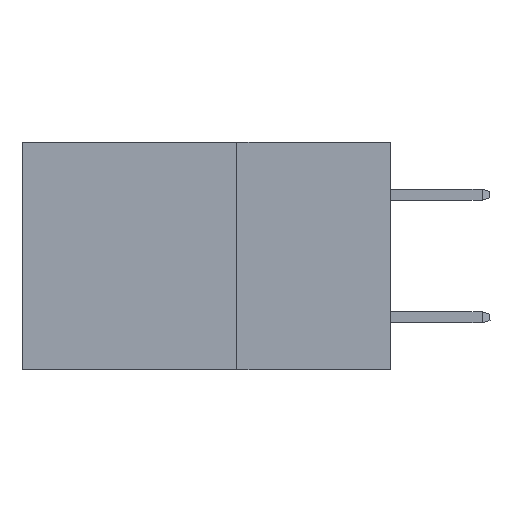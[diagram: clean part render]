
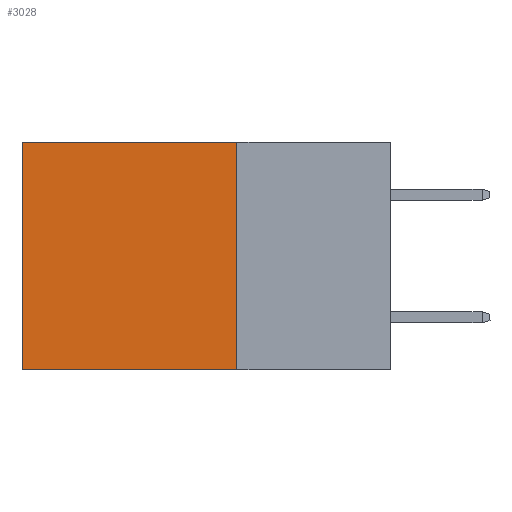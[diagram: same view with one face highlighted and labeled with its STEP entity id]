
A CAD part, left-side view. The second image highlights one B-rep face of the part: STEP entity #3028.
In plain terms, the highlighted planar face has unit normal (-1, 0, 0).
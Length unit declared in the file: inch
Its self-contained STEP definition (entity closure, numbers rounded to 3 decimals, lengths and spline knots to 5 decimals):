
#706 = VERTEX_POINT ( 'NONE', #15472 ) ;
#2472 = VECTOR ( 'NONE', #10477, 39.37008 ) ;
#3028 = ADVANCED_FACE ( 'NONE', ( #14786 ), #7012, .F. ) ;
#3036 = EDGE_CURVE ( 'NONE', #13314, #11118, #8831, .T. ) ;
#3602 = DIRECTION ( 'NONE',  ( 0., 0., -1. ) ) ;
#3763 = ORIENTED_EDGE ( 'NONE', *, *, #9211, .F. ) ;
#3996 = CARTESIAN_POINT ( 'NONE',  ( 0.2875, 0.25, 0. ) ) ;
#4449 = AXIS2_PLACEMENT_3D ( 'NONE', #6512, #6056, #6011 ) ;
#5047 = EDGE_CURVE ( 'NONE', #11118, #706, #9709, .T. ) ;
#5402 = VECTOR ( 'NONE', #15190, 39.37008 ) ;
#5445 = CARTESIAN_POINT ( 'NONE',  ( 0.2875, 0.25, 0. ) ) ;
#5677 = DIRECTION ( 'NONE',  ( 0., 1., 0. ) ) ;
#5819 = LINE ( 'NONE', #12615, #5402 ) ;
#6011 = DIRECTION ( 'NONE',  ( 0., 0., -1. ) ) ;
#6017 = LINE ( 'NONE', #16796, #2472 ) ;
#6051 = ORIENTED_EDGE ( 'NONE', *, *, #3036, .T. ) ;
#6056 = DIRECTION ( 'NONE',  ( 1., 0., 0. ) ) ;
#6512 = CARTESIAN_POINT ( 'NONE',  ( 0.2875, 0.25, 0. ) ) ;
#6580 = VERTEX_POINT ( 'NONE', #13351 ) ;
#7012 = PLANE ( 'NONE',  #4449 ) ;
#8831 = LINE ( 'NONE', #5445, #15575 ) ;
#9003 = EDGE_CURVE ( 'NONE', #6580, #706, #5819, .T. ) ;
#9180 = EDGE_LOOP ( 'NONE', ( #9845, #12093, #3763, #6051 ) ) ;
#9211 = EDGE_CURVE ( 'NONE', #13314, #6580, #6017, .T. ) ;
#9709 = LINE ( 'NONE', #10048, #16475 ) ;
#9845 = ORIENTED_EDGE ( 'NONE', *, *, #5047, .T. ) ;
#10048 = CARTESIAN_POINT ( 'NONE',  ( 0.2875, 0.6, 0. ) ) ;
#10477 = DIRECTION ( 'NONE',  ( 0., 0., -1. ) ) ;
#11118 = VERTEX_POINT ( 'NONE', #12662 ) ;
#12093 = ORIENTED_EDGE ( 'NONE', *, *, #9003, .F. ) ;
#12615 = CARTESIAN_POINT ( 'NONE',  ( 0.2875, 0.25, -0.37 ) ) ;
#12662 = CARTESIAN_POINT ( 'NONE',  ( 0.2875, 0.6, 0. ) ) ;
#13314 = VERTEX_POINT ( 'NONE', #3996 ) ;
#13351 = CARTESIAN_POINT ( 'NONE',  ( 0.2875, 0.25, -0.37 ) ) ;
#14786 = FACE_OUTER_BOUND ( 'NONE', #9180, .T. ) ;
#15190 = DIRECTION ( 'NONE',  ( 0., 1., 0. ) ) ;
#15472 = CARTESIAN_POINT ( 'NONE',  ( 0.2875, 0.6, -0.37 ) ) ;
#15575 = VECTOR ( 'NONE', #5677, 39.37008 ) ;
#16475 = VECTOR ( 'NONE', #3602, 39.37008 ) ;
#16796 = CARTESIAN_POINT ( 'NONE',  ( 0.2875, 0.25, 0. ) ) ;
